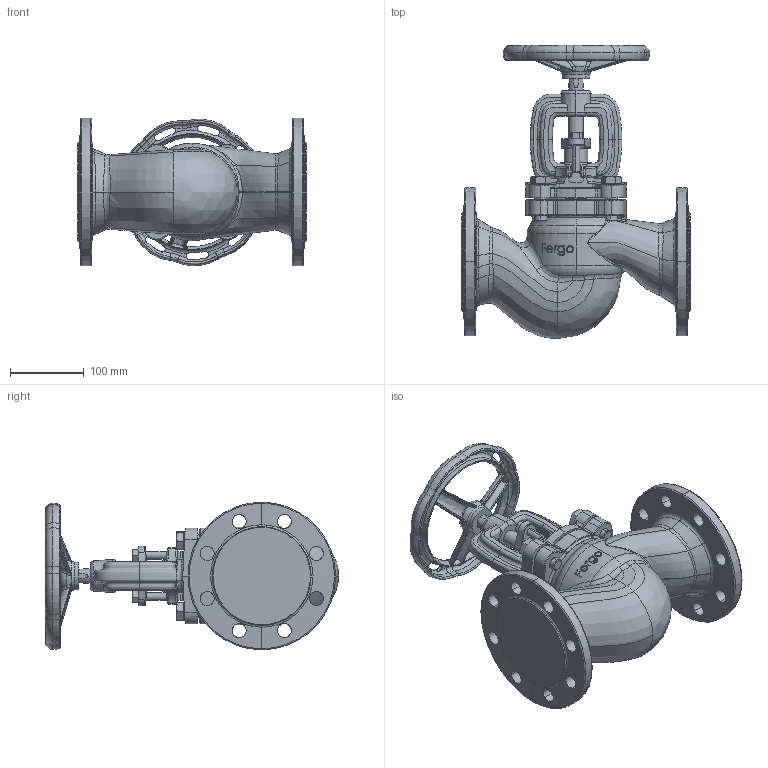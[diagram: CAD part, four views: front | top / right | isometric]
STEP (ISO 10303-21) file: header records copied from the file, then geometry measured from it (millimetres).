
FILE_DESCRIPTION (( 'STEP AP214' ), '1' );
FILE_NAME ('UV116-DN80-PN16-Absperrventil-Handhebel-Fergo.STEP', '2022-11-02T09:10:48', ( '' ), ( '' ), 'SwSTEP 2.0', 'SolidWorks 2022', '' );
FILE_SCHEMA (( 'AUTOMOTIVE_DESIGN' ));
Length unit declared in the file: millimetre
Products named in the file (1): UV116-DN80-PN16-Absperrventil-Handhebel-Fergo
Bounding box: 310 x 397 x 200 mm (x, y, z)
Surface area: 415767.2 mm2 (no closed solid volume)
Topology: 0 solids, 2 shells, 1171 faces, 3354 edges, 2151 vertices
Faces by surface type: bspline 365, cylinder 301, plane 216, torus 149, cone 110, sphere 30
Entity records: 161021 total; most frequent: CARTESIAN_POINT 134903, ORIENTED_EDGE 6610, DIRECTION 3779, EDGE_CURVE 3308, VERTEX_POINT 2151, B_SPLINE_CURVE_WITH_KNOTS 1800, AXIS2_PLACEMENT_3D 1570, EDGE_LOOP 1266
